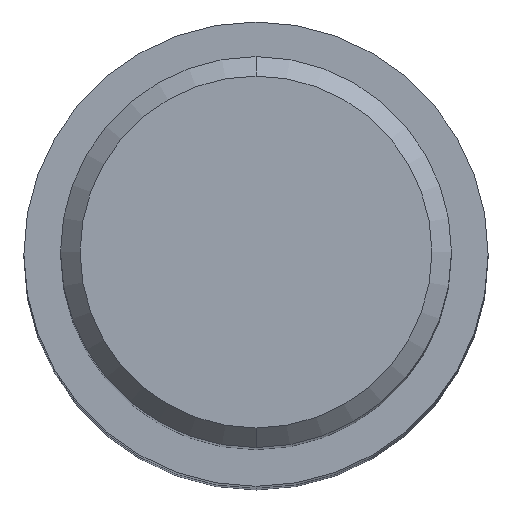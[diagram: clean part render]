
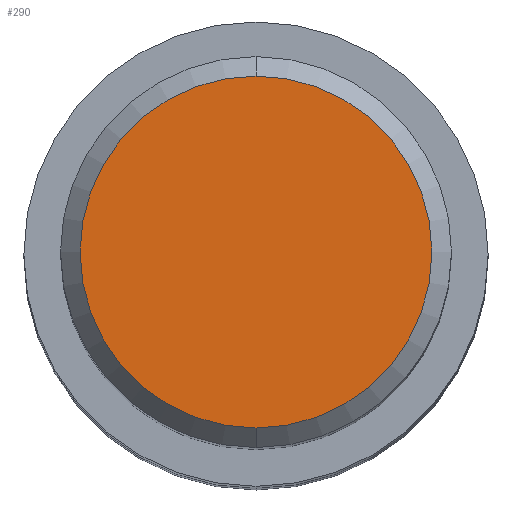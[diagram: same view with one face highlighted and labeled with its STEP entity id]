
A CAD part, top view. The second image highlights one B-rep face of the part: STEP entity #290.
In plain terms, the highlighted planar face has unit normal (0, 0, 1).
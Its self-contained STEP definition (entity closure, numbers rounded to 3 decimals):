
#240=VERTEX_POINT('',#540);
#286=EDGE_CURVE('',#358,#240,#591,.T.);
#290=ADVANCED_FACE('',(#596),#597,.T.);
#306=EDGE_CURVE('',#240,#358,#614,.T.);
#358=VERTEX_POINT('',#669);
#540=CARTESIAN_POINT('',(0.0,7.2,0.0));
#591=CIRCLE('',#1134,7.2);
#596=FACE_OUTER_BOUND('',#1139,.T.);
#597=PLANE('',#1140);
#614=CIRCLE('',#1160,7.2);
#669=CARTESIAN_POINT('',(0.,-7.2,0.0));
#1134=AXIS2_PLACEMENT_3D('',#1571,#1572,#1573);
#1139=EDGE_LOOP('',(#1590,#1591));
#1140=AXIS2_PLACEMENT_3D('',#1592,#1593,#1594);
#1160=AXIS2_PLACEMENT_3D('',#1609,#1610,#1611);
#1571=CARTESIAN_POINT('',(0.0,0.0,0.0));
#1572=DIRECTION('',(0.0,0.0,-1.0));
#1573=DIRECTION('',(0.0,1.0,0.0));
#1590=ORIENTED_EDGE('',*,*,#306,.F.);
#1591=ORIENTED_EDGE('',*,*,#286,.F.);
#1592=CARTESIAN_POINT('',(0.0,3.6,0.0));
#1593=DIRECTION('',(-0.0,0.0,1.0));
#1594=DIRECTION('',(0.0,-1.0,0.0));
#1609=CARTESIAN_POINT('',(0.0,0.0,0.0));
#1610=DIRECTION('',(0.0,0.0,-1.0));
#1611=DIRECTION('',(0.0,1.0,0.0));
